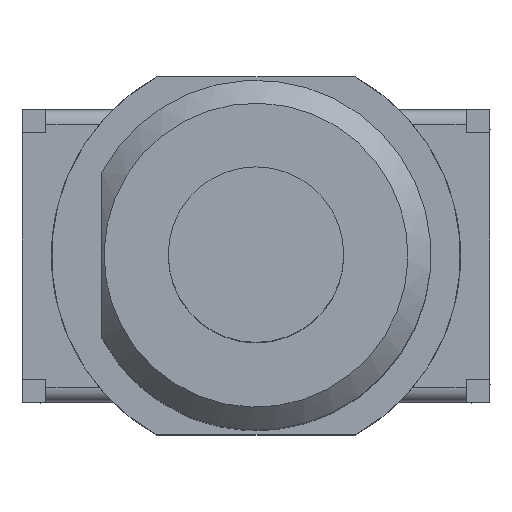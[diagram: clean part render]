
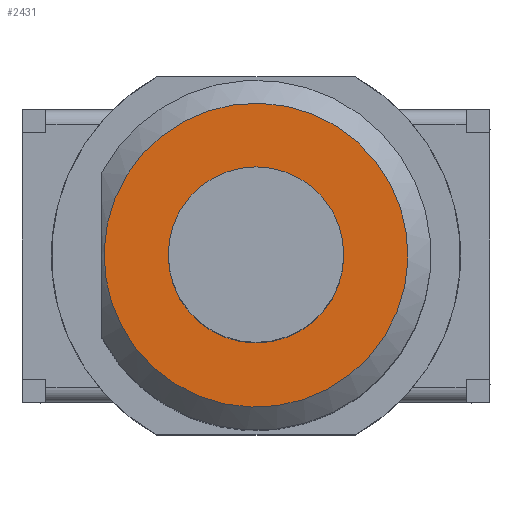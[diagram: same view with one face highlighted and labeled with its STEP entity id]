
A CAD part, top view. The second image highlights one B-rep face of the part: STEP entity #2431.
In plain terms, the highlighted planar face has unit normal (0, 0, 1).
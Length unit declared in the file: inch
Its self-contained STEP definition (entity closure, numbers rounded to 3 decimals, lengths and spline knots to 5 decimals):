
#72=FACE_BOUND('',#302,.T.);
#86=CIRCLE('',#2586,0.06004);
#91=CIRCLE('',#2595,0.10394);
#165=FACE_OUTER_BOUND('',#301,.T.);
#301=EDGE_LOOP('',(#1631));
#302=EDGE_LOOP('',(#1632));
#993=VERTEX_POINT('',#3427);
#1004=VERTEX_POINT('',#3455);
#1233=EDGE_CURVE('',#993,#993,#86,.T.);
#1244=EDGE_CURVE('',#1004,#1004,#91,.T.);
#1631=ORIENTED_EDGE('',*,*,#1244,.F.);
#1632=ORIENTED_EDGE('',*,*,#1233,.T.);
#2326=PLANE('',#2599);
#2431=ADVANCED_FACE('',(#165,#72),#2326,.T.);
#2586=AXIS2_PLACEMENT_3D('',#3429,#2790,#2791);
#2595=AXIS2_PLACEMENT_3D('',#3457,#2813,#2814);
#2599=AXIS2_PLACEMENT_3D('',#3465,#2823,#2824);
#2790=DIRECTION('center_axis',(0.,0.,
-1.));
#2791=DIRECTION('ref_axis',(1.,0.,0.));
#2813=DIRECTION('center_axis',(0.,0.,
-1.));
#2814=DIRECTION('ref_axis',(0.882,0.472,0.));
#2823=DIRECTION('center_axis',(0.,0.,
1.));
#2824=DIRECTION('ref_axis',(-1.,0.,0.));
#3427=CARTESIAN_POINT('',(-0.06004,0.,0.6185));
#3429=CARTESIAN_POINT('Origin',(0.,0.,
0.6185));
#3455=CARTESIAN_POINT('',(-0.09163,-0.04906,0.6185));
#3457=CARTESIAN_POINT('Origin',(0.,0.,
0.6185));
#3465=CARTESIAN_POINT('Origin',(-0.00803,0.,
0.6185));
